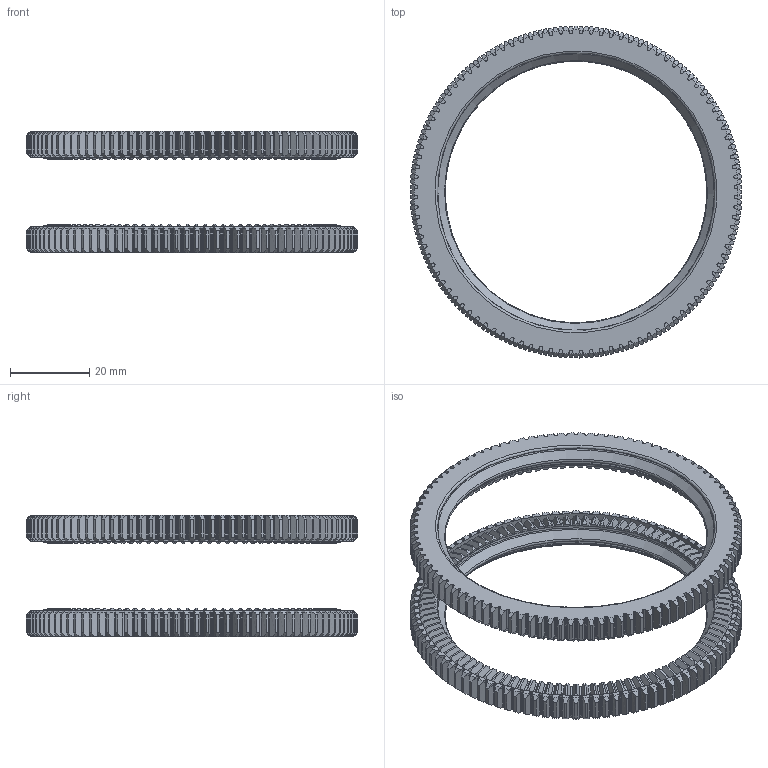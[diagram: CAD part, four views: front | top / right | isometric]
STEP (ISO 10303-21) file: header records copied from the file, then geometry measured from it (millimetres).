
FILE_DESCRIPTION(/* description */ ('STEP AP242','CAx-IF Rec.Pracs.---Representation and Presentation of Product Manufacturing Information (PMI)---4.0---2014-10-13','CAx-IF Rec.Pracs.---3D Tessellated Geometry---0.4---2014-09-14','2;1'),/* implementation_level */ '2;1');
FILE_NAME(/* name */ '66785e4f12abee1110f48530',/* time_stamp */ '2024-06-23T17:41:37Z',/* author */ (''),/* organization */ (''),/* preprocessor_version */ 'ST-DEVELOPER v20',/* originating_system */ ' ',/* authorisation */ ' ');
FILE_SCHEMA (('AP242_MANAGED_MODEL_BASED_3D_ENGINEERING_MIM_LF { 1 0 10303 442 1 1 4 }'));
Length unit declared in the file: metre
Products named in the file (5): Full Assembly of Diffy Swerve v8 v1 Copy 1; TestBench(Diffy Module Left) <2>; Mini Diffy Module <1>; Beveld Gears <1>; Component2_1
Assembly tree (5 placements, depth 5):
  Full Assembly of Diffy Swerve v8 v1 Copy 1
    TestBench(Diffy Module Left) <2>
      Mini Diffy Module <1>
        Beveld Gears <1>
          Component2_1  x2
Bounding box: 83.64 x 83.64 x 30.58 mm (x, y, z)
Volume: 19170.1 mm3; surface area: 17873.6 mm2
Topology: 2 solids, 2 shells, 4224 faces, 12040 edges, 7822 vertices
Faces by surface type: cylinder 2006, plane 1806, cone 404, torus 8
Full cylindrical faces by diameter (mm): 70 x4, 79.5 x2
Entity records: 70034 total; most frequent: CARTESIAN_POINT 16244, ORIENTED_EDGE 12020, DIRECTION 10552, EDGE_CURVE 6010, VERTEX_POINT 3910, AXIS2_PLACEMENT_3D 3826, LINE 2900, VECTOR 2900
